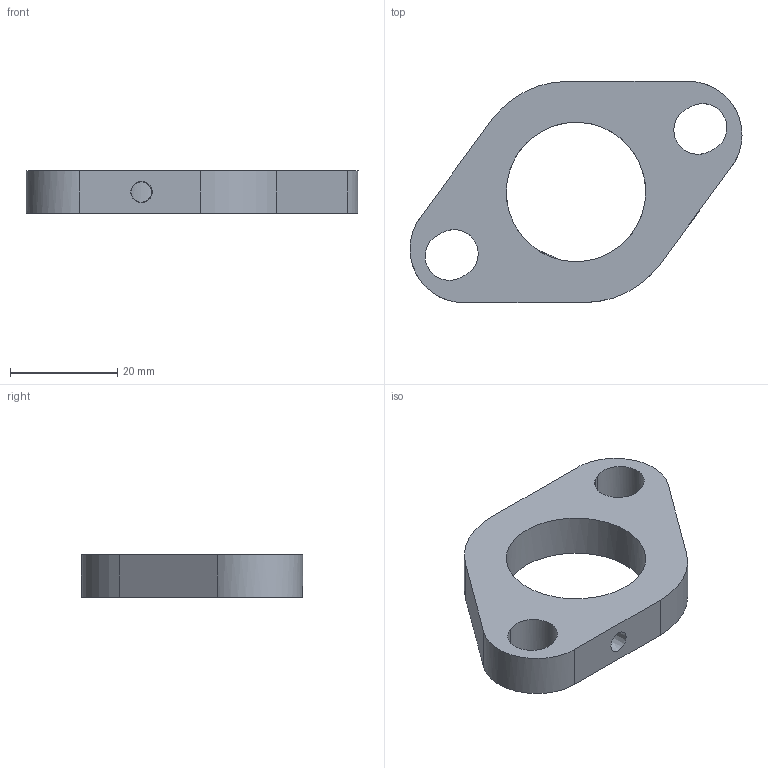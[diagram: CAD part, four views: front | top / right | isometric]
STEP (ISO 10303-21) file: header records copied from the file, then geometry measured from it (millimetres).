
FILE_DESCRIPTION(('FreeCAD Model'),'2;1');
FILE_NAME('sd.step','2020-11-11T11:52:58',( 'Author'),(''),'Open CASCADE STEP processor 7.3','FreeCAD','Unknown' );
FILE_SCHEMA(('AUTOMOTIVE_DESIGN { 1 0 10303 214 1 1 1 1 }'));
Length unit declared in the file: millimetre
Products named in the file (1): Piece_3D_alu
Bounding box: 61.92 x 41.24 x 8 mm (x, y, z)
Volume: 9739.8 mm3; surface area: 5065.7 mm2
Topology: 1 solids, 1 shells, 20 faces, 57 edges, 39 vertices
Faces by surface type: bspline 20
Entity records: 2248 total; most frequent: CARTESIAN_POINT 1342, ORIENTED_EDGE 114, PCURVE 114, DEFINITIONAL_REPRESENTATION 114, DIRECTION 76, B_SPLINE_CURVE_WITH_KNOTS 75, LINE 74, VECTOR 74
